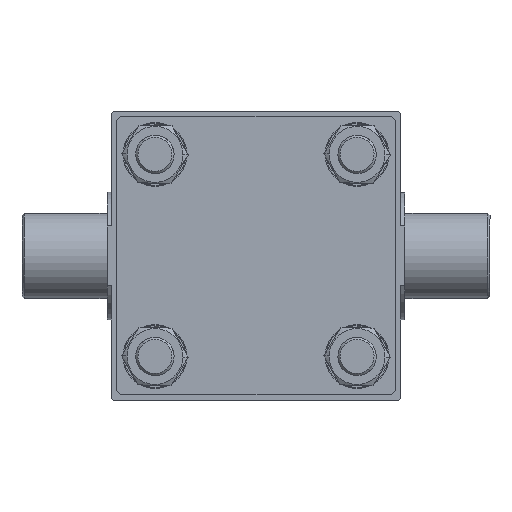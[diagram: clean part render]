
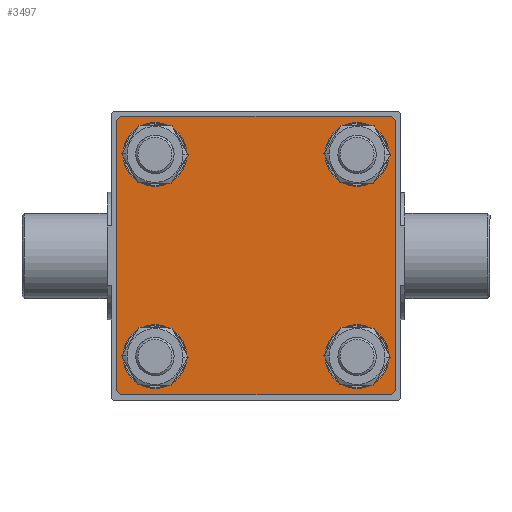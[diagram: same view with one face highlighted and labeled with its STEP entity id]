
A CAD part, top view. The second image highlights one B-rep face of the part: STEP entity #3497.
In plain terms, the highlighted face is planar.
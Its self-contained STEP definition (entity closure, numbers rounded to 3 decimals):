
#529 = VECTOR ( 'NONE', #6157, 1000. ) ;
#530 = VECTOR ( 'NONE', #6117, 1000. ) ;
#532 = LINE ( 'NONE', #6121, #529 ) ;
#534 = VECTOR ( 'NONE', #6153, 1000. ) ;
#541 = LINE ( 'NONE', #6323, #530 ) ;
#545 = LINE ( 'NONE', #6155, #534 ) ;
#553 = CIRCLE ( 'NONE', #9867, 9.5 ) ;
#555 = CIRCLE ( 'NONE', #9868, 9.5 ) ;
#583 = CIRCLE ( 'NONE', #9892, 9.5 ) ;
#585 = LINE ( 'NONE', #6295, #808 ) ;
#590 = CIRCLE ( 'NONE', #9880, 9.5 ) ;
#591 = CIRCLE ( 'NONE', #9878, 9.5 ) ;
#614 = VECTOR ( 'NONE', #4945, 1000. ) ;
#615 = LINE ( 'NONE', #4914, #614 ) ;
#808 = VECTOR ( 'NONE', #6183, 1000. ) ;
#825 = VERTEX_POINT ( 'NONE', #4865 ) ;
#843 = VERTEX_POINT ( 'NONE', #4777 ) ;
#844 = VERTEX_POINT ( 'NONE', #4778 ) ;
#853 = VERTEX_POINT ( 'NONE', #4786 ) ;
#880 = VERTEX_POINT ( 'NONE', #4830 ) ;
#896 = VERTEX_POINT ( 'NONE', #4898 ) ;
#1080 = ORIENTED_EDGE ( 'NONE', *, *, #1427, .F. ) ;
#1081 = ORIENTED_EDGE ( 'NONE', *, *, #2977, .F. ) ;
#1082 = ORIENTED_EDGE ( 'NONE', *, *, #1429, .F. ) ;
#1083 = ORIENTED_EDGE ( 'NONE', *, *, #1396, .F. ) ;
#1084 = ORIENTED_EDGE ( 'NONE', *, *, #1432, .F. ) ;
#1085 = ORIENTED_EDGE ( 'NONE', *, *, #2994, .F. ) ;
#1089 = ORIENTED_EDGE ( 'NONE', *, *, #1434, .F. ) ;
#1091 = ORIENTED_EDGE ( 'NONE', *, *, #2998, .F. ) ;
#1094 = ORIENTED_EDGE ( 'NONE', *, *, #1478, .F. ) ;
#1095 = ORIENTED_EDGE ( 'NONE', *, *, #1437, .T. ) ;
#1096 = ORIENTED_EDGE ( 'NONE', *, *, #1419, .F. ) ;
#1097 = ORIENTED_EDGE ( 'NONE', *, *, #1439, .T. ) ;
#1098 = ORIENTED_EDGE ( 'NONE', *, *, #2945, .F. ) ;
#1099 = ORIENTED_EDGE ( 'NONE', *, *, #1442, .T. ) ;
#1100 = ORIENTED_EDGE ( 'NONE', *, *, #2953, .F. ) ;
#1101 = ORIENTED_EDGE ( 'NONE', *, *, #2941, .T. ) ;
#1396 = EDGE_CURVE ( 'NONE', #4745, #4544, #583, .T. ) ;
#1419 = EDGE_CURVE ( 'NONE', #843, #880, #615, .T. ) ;
#1427 = EDGE_CURVE ( 'NONE', #4540, #4759, #590, .T. ) ;
#1429 = EDGE_CURVE ( 'NONE', #4544, #4745, #591, .T. ) ;
#1432 = EDGE_CURVE ( 'NONE', #4603, #4769, #555, .T. ) ;
#1434 = EDGE_CURVE ( 'NONE', #4622, #4577, #553, .T. ) ;
#1437 = EDGE_CURVE ( 'NONE', #4612, #880, #545, .T. ) ;
#1439 = EDGE_CURVE ( 'NONE', #843, #825, #541, .T. ) ;
#1442 = EDGE_CURVE ( 'NONE', #4613, #844, #532, .T. ) ;
#1478 = EDGE_CURVE ( 'NONE', #4612, #853, #585, .T. ) ;
#1807 = AXIS2_PLACEMENT_3D ( 'NONE', #4063, #4059, #4069 ) ;
#1948 = AXIS2_PLACEMENT_3D ( 'NONE', #5053, #5052, #5051 ) ;
#1950 = AXIS2_PLACEMENT_3D ( 'NONE', #5067, #5064, #5063 ) ;
#1964 = AXIS2_PLACEMENT_3D ( 'NONE', #5712, #5711, #5710 ) ;
#2501 = CARTESIAN_POINT ( 'NONE',  ( 57., -47.5, 0. ) ) ;
#2538 = CARTESIAN_POINT ( 'NONE',  ( -57., -47.5, 0. ) ) ;
#2559 = CARTESIAN_POINT ( 'NONE',  ( -65.5, 63.5, 0. ) ) ;
#2633 = CARTESIAN_POINT ( 'NONE',  ( 65.5, -63.5, 0. ) ) ;
#2640 = CARTESIAN_POINT ( 'NONE',  ( -57., 47.5, 0. ) ) ;
#2941 = EDGE_CURVE ( 'NONE', #896, #853, #9426, .T. ) ;
#2945 = EDGE_CURVE ( 'NONE', #4613, #825, #9419, .T. ) ;
#2953 = EDGE_CURVE ( 'NONE', #896, #844, #9405, .T. ) ;
#2977 = EDGE_CURVE ( 'NONE', #4759, #4540, #9764, .T. ) ;
#2994 = EDGE_CURVE ( 'NONE', #4769, #4603, #9751, .T. ) ;
#2998 = EDGE_CURVE ( 'NONE', #4577, #4622, #9734, .T. ) ;
#3497 = ADVANCED_FACE ( 'NONE', ( #7724, #7721, #7723, #7722, #7727 ), #4066, .T. ) ;
#4059 = DIRECTION ( 'NONE',  ( 0., 0., -1. ) ) ;
#4063 = CARTESIAN_POINT ( 'NONE',  ( 0., 0., 0. ) ) ;
#4066 = PLANE ( 'NONE',  #1807 ) ;
#4069 = DIRECTION ( 'NONE',  ( -1., 0., 0. ) ) ;
#4540 = VERTEX_POINT ( 'NONE', #7243 ) ;
#4544 = VERTEX_POINT ( 'NONE', #7232 ) ;
#4577 = VERTEX_POINT ( 'NONE', #7227 ) ;
#4603 = VERTEX_POINT ( 'NONE', #2538 ) ;
#4612 = VERTEX_POINT ( 'NONE', #2633 ) ;
#4613 = VERTEX_POINT ( 'NONE', #2559 ) ;
#4622 = VERTEX_POINT ( 'NONE', #2640 ) ;
#4745 = VERTEX_POINT ( 'NONE', #2501 ) ;
#4759 = VERTEX_POINT ( 'NONE', #7666 ) ;
#4769 = VERTEX_POINT ( 'NONE', #7647 ) ;
#4777 = CARTESIAN_POINT ( 'NONE',  ( -63.5, -65.5, 0. ) ) ;
#4778 = CARTESIAN_POINT ( 'NONE',  ( -63.5, 65.5, 0. ) ) ;
#4786 = CARTESIAN_POINT ( 'NONE',  ( 65.5, 63.5, 0. ) ) ;
#4830 = CARTESIAN_POINT ( 'NONE',  ( 63.5, -65.5, 0. ) ) ;
#4865 = CARTESIAN_POINT ( 'NONE',  ( -65.5, -63.5, 0. ) ) ;
#4867 = DIRECTION ( 'NONE',  ( -1., 0., 0. ) ) ;
#4868 = DIRECTION ( 'NONE',  ( 0., 0., -1. ) ) ;
#4869 = CARTESIAN_POINT ( 'NONE',  ( 47.5, -47.5, 0. ) ) ;
#4898 = CARTESIAN_POINT ( 'NONE',  ( 63.5, 65.5, 0. ) ) ;
#4914 = CARTESIAN_POINT ( 'NONE',  ( -65.5, -65.5, 0. ) ) ;
#4945 = DIRECTION ( 'NONE',  ( 1., 0., 0. ) ) ;
#5051 = DIRECTION ( 'NONE',  ( -1., 0., 0. ) ) ;
#5052 = DIRECTION ( 'NONE',  ( 0., 0., -1. ) ) ;
#5053 = CARTESIAN_POINT ( 'NONE',  ( -47.5, 47.5, 0. ) ) ;
#5063 = DIRECTION ( 'NONE',  ( -1., 0., 0. ) ) ;
#5064 = DIRECTION ( 'NONE',  ( 0., 0., -1. ) ) ;
#5067 = CARTESIAN_POINT ( 'NONE',  ( -47.5, -47.5, 0. ) ) ;
#5566 = CARTESIAN_POINT ( 'NONE',  ( -65.5, 65.5, 0. ) ) ;
#5678 = DIRECTION ( 'NONE',  ( -1., 0., 0. ) ) ;
#5685 = CARTESIAN_POINT ( 'NONE',  ( -65.5, -65.5, 0. ) ) ;
#5687 = DIRECTION ( 'NONE',  ( 0., -1., 0. ) ) ;
#5689 = DIRECTION ( 'NONE',  ( 0.707, -0.707, 0. ) ) ;
#5692 = CARTESIAN_POINT ( 'NONE',  ( 64.5, 64.5, 0. ) ) ;
#5710 = DIRECTION ( 'NONE',  ( -1., 0., 0. ) ) ;
#5711 = DIRECTION ( 'NONE',  ( 0., 0., -1. ) ) ;
#5712 = CARTESIAN_POINT ( 'NONE',  ( 47.5, 47.5, 0. ) ) ;
#6117 = DIRECTION ( 'NONE',  ( -0.707, 0.707, 0. ) ) ;
#6121 = CARTESIAN_POINT ( 'NONE',  ( -64.5, 64.5, 0. ) ) ;
#6129 = CARTESIAN_POINT ( 'NONE',  ( 47.5, 47.5, 0. ) ) ;
#6130 = DIRECTION ( 'NONE',  ( 0., 0., -1. ) ) ;
#6131 = DIRECTION ( 'NONE',  ( -1., 0., 0. ) ) ;
#6135 = CARTESIAN_POINT ( 'NONE',  ( 47.5, -47.5, 0. ) ) ;
#6136 = DIRECTION ( 'NONE',  ( 0., 0., -1. ) ) ;
#6137 = DIRECTION ( 'NONE',  ( -1., 0., 0. ) ) ;
#6146 = CARTESIAN_POINT ( 'NONE',  ( -47.5, -47.5, 0. ) ) ;
#6147 = DIRECTION ( 'NONE',  ( 0., 0., -1. ) ) ;
#6148 = DIRECTION ( 'NONE',  ( -1., 0., 0. ) ) ;
#6150 = CARTESIAN_POINT ( 'NONE',  ( -47.5, 47.5, 0. ) ) ;
#6151 = DIRECTION ( 'NONE',  ( 0., 0., -1. ) ) ;
#6152 = DIRECTION ( 'NONE',  ( -1., 0., 0. ) ) ;
#6153 = DIRECTION ( 'NONE',  ( -0.707, -0.707, 0. ) ) ;
#6155 = CARTESIAN_POINT ( 'NONE',  ( 64.5, -64.5, 0. ) ) ;
#6157 = DIRECTION ( 'NONE',  ( 0.707, 0.707, 0. ) ) ;
#6183 = DIRECTION ( 'NONE',  ( 0., 1., 0. ) ) ;
#6295 = CARTESIAN_POINT ( 'NONE',  ( 65.5, -65.5, 0. ) ) ;
#6323 = CARTESIAN_POINT ( 'NONE',  ( -64.5, -64.5, 0. ) ) ;
#7227 = CARTESIAN_POINT ( 'NONE',  ( -38., 47.5, 0. ) ) ;
#7232 = CARTESIAN_POINT ( 'NONE',  ( 38., -47.5, 0. ) ) ;
#7243 = CARTESIAN_POINT ( 'NONE',  ( 38., 47.5, 0. ) ) ;
#7647 = CARTESIAN_POINT ( 'NONE',  ( -38., -47.5, 0. ) ) ;
#7666 = CARTESIAN_POINT ( 'NONE',  ( 57., 47.5, 0. ) ) ;
#7721 = FACE_BOUND ( 'NONE', #9118, .T. ) ;
#7722 = FACE_BOUND ( 'NONE', #9124, .T. ) ;
#7723 = FACE_BOUND ( 'NONE', #9133, .T. ) ;
#7724 = FACE_BOUND ( 'NONE', #9121, .T. ) ;
#7727 = FACE_OUTER_BOUND ( 'NONE', #9125, .T. ) ;
#9118 = EDGE_LOOP ( 'NONE', ( #1082, #1083 ) ) ;
#9121 = EDGE_LOOP ( 'NONE', ( #1080, #1081 ) ) ;
#9124 = EDGE_LOOP ( 'NONE', ( #1089, #1091 ) ) ;
#9125 = EDGE_LOOP ( 'NONE', ( #1094, #1095, #1096, #1097, #1098, #1099, #1100, #1101 ) ) ;
#9133 = EDGE_LOOP ( 'NONE', ( #1084, #1085 ) ) ;
#9405 = LINE ( 'NONE', #5566, #9635 ) ;
#9417 = VECTOR ( 'NONE', #5687, 1000. ) ;
#9419 = LINE ( 'NONE', #5685, #9417 ) ;
#9423 = VECTOR ( 'NONE', #5689, 1000. ) ;
#9426 = LINE ( 'NONE', #5692, #9423 ) ;
#9635 = VECTOR ( 'NONE', #5678, 1000. ) ;
#9734 = CIRCLE ( 'NONE', #1948, 9.5 ) ;
#9751 = CIRCLE ( 'NONE', #1950, 9.5 ) ;
#9764 = CIRCLE ( 'NONE', #1964, 9.5 ) ;
#9867 = AXIS2_PLACEMENT_3D ( 'NONE', #6150, #6151, #6152 ) ;
#9868 = AXIS2_PLACEMENT_3D ( 'NONE', #6146, #6147, #6148 ) ;
#9878 = AXIS2_PLACEMENT_3D ( 'NONE', #6135, #6136, #6137 ) ;
#9880 = AXIS2_PLACEMENT_3D ( 'NONE', #6129, #6130, #6131 ) ;
#9892 = AXIS2_PLACEMENT_3D ( 'NONE', #4869, #4868, #4867 ) ;
